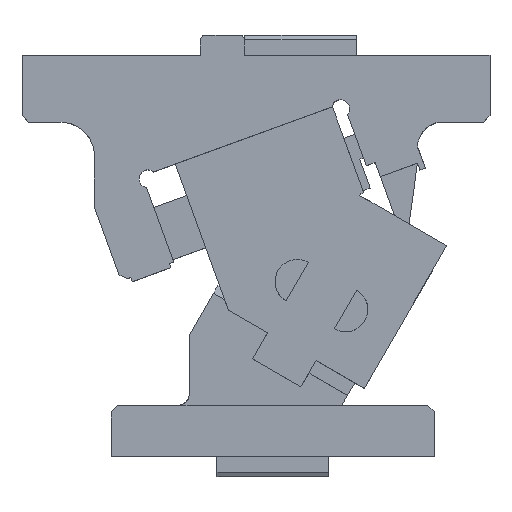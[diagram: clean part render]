
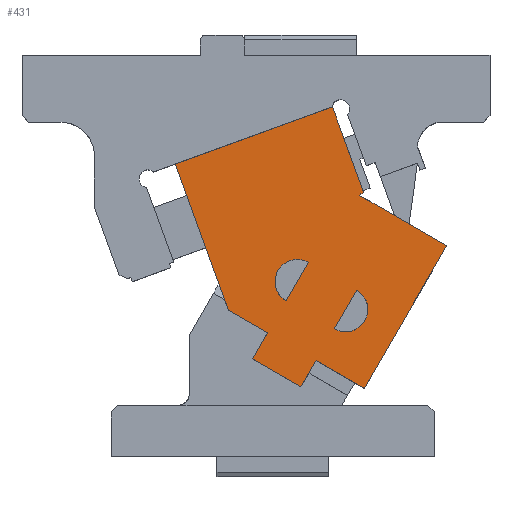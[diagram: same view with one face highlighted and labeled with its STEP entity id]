
A CAD part, top view. The second image highlights one B-rep face of the part: STEP entity #431.
In plain terms, the highlighted planar face has unit normal (0, 0, 1).
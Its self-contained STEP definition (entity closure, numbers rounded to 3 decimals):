
#61=CARTESIAN_POINT('Vertex',(1788.371,57.311,0.)) ;
#91=CARTESIAN_POINT('Vertex',(1798.371,74.631,0.)) ;
#94=CARTESIAN_POINT('Line Origine',(1793.371,65.971,0.)) ;
#224=CARTESIAN_POINT('Axis2P3D Location',(1771.72,78.471,0.)) ;
#228=CARTESIAN_POINT('Vertex',(1776.72,87.131,0.)) ;
#230=CARTESIAN_POINT('Vertex',(1763.06,83.471,0.)) ;
#258=CARTESIAN_POINT('Axis2P3D Location',(1776.72,87.131,0.)) ;
#263=CARTESIAN_POINT('Line Origine',(1776.746,37.176,0.)) ;
#267=CARTESIAN_POINT('Vertex',(1773.371,31.33,0.)) ;
#269=CARTESIAN_POINT('Vertex',(1780.121,43.021,0.)) ;
#272=CARTESIAN_POINT('Line Origine',(1790.946,36.771,0.)) ;
#276=CARTESIAN_POINT('Vertex',(1801.771,30.521,0.)) ;
#279=CARTESIAN_POINT('Line Origine',(1820.271,62.564,0.)) ;
#283=CARTESIAN_POINT('Vertex',(1838.771,94.607,0.)) ;
#286=CARTESIAN_POINT('Line Origine',(1819.286,105.857,0.)) ;
#290=CARTESIAN_POINT('Vertex',(1799.8,117.107,0.)) ;
#293=CARTESIAN_POINT('Line Origine',(1800.028,117.501,0.)) ;
#297=CARTESIAN_POINT('Vertex',(1800.255,117.895,0.)) ;
#300=CARTESIAN_POINT('Line Origine',(1800.887,118.125,0.)) ;
#304=CARTESIAN_POINT('Vertex',(1801.52,118.356,0.)) ;
#307=CARTESIAN_POINT('Line Origine',(1794.508,137.619,0.)) ;
#311=CARTESIAN_POINT('Vertex',(1787.497,156.883,0.)) ;
#314=CARTESIAN_POINT('Line Origine',(1752.259,144.057,0.)) ;
#318=CARTESIAN_POINT('Vertex',(1717.02,131.232,0.)) ;
#321=CARTESIAN_POINT('Line Origine',(1728.95,98.454,0.)) ;
#325=CARTESIAN_POINT('Vertex',(1740.88,65.677,0.)) ;
#328=CARTESIAN_POINT('Line Origine',(1749.675,60.599,0.)) ;
#332=CARTESIAN_POINT('Vertex',(1758.47,55.521,0.)) ;
#335=CARTESIAN_POINT('Line Origine',(1755.095,49.676,0.)) ;
#339=CARTESIAN_POINT('Vertex',(1751.72,43.83,0.)) ;
#342=CARTESIAN_POINT('Line Origine',(1762.545,37.58,0.)) ;
#362=CARTESIAN_POINT('Control Point',(1763.06,83.471,0.)) ;
#363=CARTESIAN_POINT('Control Point',(1762.595,82.666,0.)) ;
#364=CARTESIAN_POINT('Control Point',(1762.224,81.807,0.)) ;
#365=CARTESIAN_POINT('Control Point',(1761.954,80.909,0.)) ;
#366=CARTESIAN_POINT('Control Point',(1761.629,79.066,0.)) ;
#367=CARTESIAN_POINT('Control Point',(1761.736,77.197,0.)) ;
#368=CARTESIAN_POINT('Control Point',(1761.898,76.273,0.)) ;
#369=CARTESIAN_POINT('Control Point',(1762.433,74.48,0.)) ;
#370=CARTESIAN_POINT('Control Point',(1763.366,72.857,0.)) ;
#371=CARTESIAN_POINT('Control Point',(1763.925,72.104,0.)) ;
#372=CARTESIAN_POINT('Control Point',(1764.809,71.164,0.)) ;
#373=CARTESIAN_POINT('Control Point',(1765.826,70.381,0.)) ;
#374=CARTESIAN_POINT('Control Point',(1766.117,70.177,0.)) ;
#375=CARTESIAN_POINT('Control Point',(1766.414,69.987,0.)) ;
#376=CARTESIAN_POINT('Control Point',(1766.72,69.811,0.)) ;
#377=CARTESIAN_POINT('Vertex',(1766.72,69.811,0.)) ;
#380=CARTESIAN_POINT('Line Origine',(1771.72,78.471,0.)) ;
#391=CARTESIAN_POINT('Control Point',(1802.031,60.971,0.)) ;
#392=CARTESIAN_POINT('Control Point',(1802.496,61.776,0.)) ;
#393=CARTESIAN_POINT('Control Point',(1802.867,62.635,0.)) ;
#394=CARTESIAN_POINT('Control Point',(1803.136,63.534,0.)) ;
#395=CARTESIAN_POINT('Control Point',(1803.461,65.377,0.)) ;
#396=CARTESIAN_POINT('Control Point',(1803.355,67.245,0.)) ;
#397=CARTESIAN_POINT('Control Point',(1803.193,68.169,0.)) ;
#398=CARTESIAN_POINT('Control Point',(1802.657,69.962,0.)) ;
#399=CARTESIAN_POINT('Control Point',(1801.725,71.585,0.)) ;
#400=CARTESIAN_POINT('Control Point',(1801.166,72.338,0.)) ;
#401=CARTESIAN_POINT('Control Point',(1800.281,73.279,0.)) ;
#402=CARTESIAN_POINT('Control Point',(1799.264,74.062,0.)) ;
#403=CARTESIAN_POINT('Control Point',(1798.974,74.265,0.)) ;
#404=CARTESIAN_POINT('Control Point',(1798.676,74.455,0.)) ;
#405=CARTESIAN_POINT('Control Point',(1798.371,74.631,0.)) ;
#406=CARTESIAN_POINT('Vertex',(1802.031,60.971,0.)) ;
#410=CARTESIAN_POINT('Control Point',(1788.371,57.311,0.)) ;
#411=CARTESIAN_POINT('Control Point',(1789.176,56.846,0.)) ;
#412=CARTESIAN_POINT('Control Point',(1790.034,56.475,0.)) ;
#413=CARTESIAN_POINT('Control Point',(1790.933,56.206,0.)) ;
#414=CARTESIAN_POINT('Control Point',(1792.776,55.881,0.)) ;
#415=CARTESIAN_POINT('Control Point',(1794.645,55.987,0.)) ;
#416=CARTESIAN_POINT('Control Point',(1795.569,56.149,0.)) ;
#417=CARTESIAN_POINT('Control Point',(1797.362,56.684,0.)) ;
#418=CARTESIAN_POINT('Control Point',(1798.984,57.617,0.)) ;
#419=CARTESIAN_POINT('Control Point',(1799.738,58.176,0.)) ;
#420=CARTESIAN_POINT('Control Point',(1800.678,59.061,0.)) ;
#421=CARTESIAN_POINT('Control Point',(1801.461,60.078,0.)) ;
#422=CARTESIAN_POINT('Control Point',(1801.665,60.368,0.)) ;
#423=CARTESIAN_POINT('Control Point',(1801.854,60.666,0.)) ;
#424=CARTESIAN_POINT('Control Point',(1802.031,60.971,0.)) ;
#95=DIRECTION('Vector Direction',(0.5,0.866,0.)) ;
#225=DIRECTION('Axis2P3D Direction',(0.,0.,-1.)) ;
#259=DIRECTION('Axis2P3D Direction',(-0.,0.,1.)) ;
#260=DIRECTION('Axis2P3D XDirection',(0.866,-0.5,0.)) ;
#264=DIRECTION('Vector Direction',(0.5,0.866,0.)) ;
#273=DIRECTION('Vector Direction',(0.866,-0.5,0.)) ;
#280=DIRECTION('Vector Direction',(0.5,0.866,0.)) ;
#287=DIRECTION('Vector Direction',(-0.866,0.5,0.)) ;
#294=DIRECTION('Vector Direction',(0.5,0.866,0.)) ;
#301=DIRECTION('Vector Direction',(-0.94,-0.342,0.)) ;
#308=DIRECTION('Vector Direction',(0.342,-0.94,0.)) ;
#315=DIRECTION('Vector Direction',(0.94,0.342,0.)) ;
#322=DIRECTION('Vector Direction',(0.342,-0.94,0.)) ;
#329=DIRECTION('Vector Direction',(0.866,-0.5,0.)) ;
#336=DIRECTION('Vector Direction',(-0.5,-0.866,0.)) ;
#343=DIRECTION('Vector Direction',(0.866,-0.5,0.)) ;
#381=DIRECTION('Vector Direction',(-0.5,-0.866,0.)) ;
#226=AXIS2_PLACEMENT_3D('Circle Axis2P3D',#224,#225,$) ;
#261=AXIS2_PLACEMENT_3D('Plane Axis2P3D',#258,#259,#260) ;
#348=ORIENTED_EDGE('',*,*,#271,.T.) ;
#349=ORIENTED_EDGE('',*,*,#278,.T.) ;
#350=ORIENTED_EDGE('',*,*,#285,.T.) ;
#351=ORIENTED_EDGE('',*,*,#292,.T.) ;
#352=ORIENTED_EDGE('',*,*,#299,.T.) ;
#353=ORIENTED_EDGE('',*,*,#306,.F.) ;
#354=ORIENTED_EDGE('',*,*,#313,.F.) ;
#355=ORIENTED_EDGE('',*,*,#320,.F.) ;
#356=ORIENTED_EDGE('',*,*,#327,.T.) ;
#357=ORIENTED_EDGE('',*,*,#334,.T.) ;
#358=ORIENTED_EDGE('',*,*,#341,.T.) ;
#359=ORIENTED_EDGE('',*,*,#346,.T.) ;
#386=ORIENTED_EDGE('',*,*,#379,.F.) ;
#387=ORIENTED_EDGE('',*,*,#232,.F.) ;
#388=ORIENTED_EDGE('',*,*,#384,.T.) ;
#427=ORIENTED_EDGE('',*,*,#408,.F.) ;
#428=ORIENTED_EDGE('',*,*,#425,.F.) ;
#429=ORIENTED_EDGE('',*,*,#98,.T.) ;
#389=FACE_BOUND('',#385,.T.) ;
#430=FACE_BOUND('',#426,.T.) ;
#96=VECTOR('Line Direction',#95,1.) ;
#265=VECTOR('Line Direction',#264,1.) ;
#274=VECTOR('Line Direction',#273,1.) ;
#281=VECTOR('Line Direction',#280,1.) ;
#288=VECTOR('Line Direction',#287,1.) ;
#295=VECTOR('Line Direction',#294,1.) ;
#302=VECTOR('Line Direction',#301,1.) ;
#309=VECTOR('Line Direction',#308,1.) ;
#316=VECTOR('Line Direction',#315,1.) ;
#323=VECTOR('Line Direction',#322,1.) ;
#330=VECTOR('Line Direction',#329,1.) ;
#337=VECTOR('Line Direction',#336,1.) ;
#344=VECTOR('Line Direction',#343,1.) ;
#382=VECTOR('Line Direction',#381,1.) ;
#431=ADVANCED_FACE('CAM SLIDER',(#360,#389,#430),#262,.T.) ;
#361=B_SPLINE_CURVE_WITH_KNOTS('',5,(#362,#363,#364,#365,#366,#367,#368,#369,#370,#371,#372,#373,#374,#375,#376),.UNSPECIFIED.,.F.,.U.,(6,3,3,3,6),(0.,6.586,13.172,19.758,22.258),.UNSPECIFIED.) ;
#390=B_SPLINE_CURVE_WITH_KNOTS('',5,(#391,#392,#393,#394,#395,#396,#397,#398,#399,#400,#401,#402,#403,#404,#405),.UNSPECIFIED.,.F.,.U.,(6,3,3,3,6),(0.,6.584,13.169,19.753,22.252),.UNSPECIFIED.) ;
#409=B_SPLINE_CURVE_WITH_KNOTS('',5,(#410,#411,#412,#413,#414,#415,#416,#417,#418,#419,#420,#421,#422,#423,#424),.UNSPECIFIED.,.F.,.U.,(6,3,3,3,6),(0.,6.586,13.172,19.758,22.258),.UNSPECIFIED.) ;
#227=CIRCLE('generated circle',#226,10.) ;
#98=EDGE_CURVE('',#62,#92,#97,.T.) ;
#232=EDGE_CURVE('',#229,#231,#227,.F.) ;
#271=EDGE_CURVE('',#268,#270,#266,.T.) ;
#278=EDGE_CURVE('',#270,#277,#275,.T.) ;
#285=EDGE_CURVE('',#277,#284,#282,.T.) ;
#292=EDGE_CURVE('',#284,#291,#289,.T.) ;
#299=EDGE_CURVE('',#291,#298,#296,.T.) ;
#306=EDGE_CURVE('',#305,#298,#303,.T.) ;
#313=EDGE_CURVE('',#312,#305,#310,.T.) ;
#320=EDGE_CURVE('',#319,#312,#317,.T.) ;
#327=EDGE_CURVE('',#319,#326,#324,.T.) ;
#334=EDGE_CURVE('',#326,#333,#331,.T.) ;
#341=EDGE_CURVE('',#333,#340,#338,.T.) ;
#346=EDGE_CURVE('',#340,#268,#345,.T.) ;
#379=EDGE_CURVE('',#231,#378,#361,.T.) ;
#384=EDGE_CURVE('',#229,#378,#383,.T.) ;
#408=EDGE_CURVE('',#407,#92,#390,.T.) ;
#425=EDGE_CURVE('',#62,#407,#409,.T.) ;
#347=EDGE_LOOP('',(#348,#349,#350,#351,#352,#353,#354,#355,#356,#357,#358,#359)) ;
#385=EDGE_LOOP('',(#386,#387,#388)) ;
#426=EDGE_LOOP('',(#427,#428,#429)) ;
#360=FACE_OUTER_BOUND('',#347,.T.) ;
#97=LINE('Line',#94,#96) ;
#266=LINE('Line',#263,#265) ;
#275=LINE('Line',#272,#274) ;
#282=LINE('Line',#279,#281) ;
#289=LINE('Line',#286,#288) ;
#296=LINE('Line',#293,#295) ;
#303=LINE('Line',#300,#302) ;
#310=LINE('Line',#307,#309) ;
#317=LINE('Line',#314,#316) ;
#324=LINE('Line',#321,#323) ;
#331=LINE('Line',#328,#330) ;
#338=LINE('Line',#335,#337) ;
#345=LINE('Line',#342,#344) ;
#383=LINE('Line',#380,#382) ;
#262=PLANE('Plane',#261) ;
#62=VERTEX_POINT('',#61) ;
#92=VERTEX_POINT('',#91) ;
#229=VERTEX_POINT('',#228) ;
#231=VERTEX_POINT('',#230) ;
#268=VERTEX_POINT('',#267) ;
#270=VERTEX_POINT('',#269) ;
#277=VERTEX_POINT('',#276) ;
#284=VERTEX_POINT('',#283) ;
#291=VERTEX_POINT('',#290) ;
#298=VERTEX_POINT('',#297) ;
#305=VERTEX_POINT('',#304) ;
#312=VERTEX_POINT('',#311) ;
#319=VERTEX_POINT('',#318) ;
#326=VERTEX_POINT('',#325) ;
#333=VERTEX_POINT('',#332) ;
#340=VERTEX_POINT('',#339) ;
#378=VERTEX_POINT('',#377) ;
#407=VERTEX_POINT('',#406) ;
